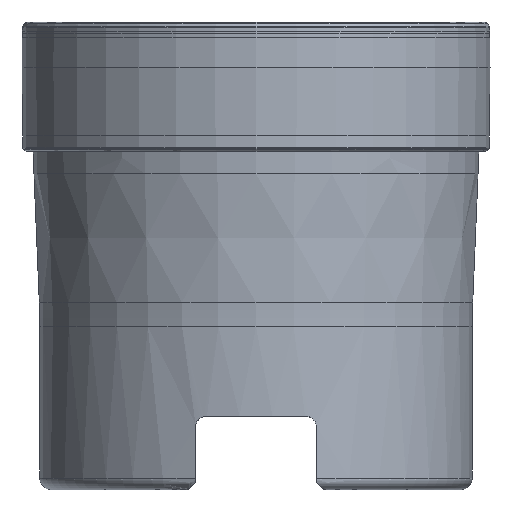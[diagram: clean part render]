
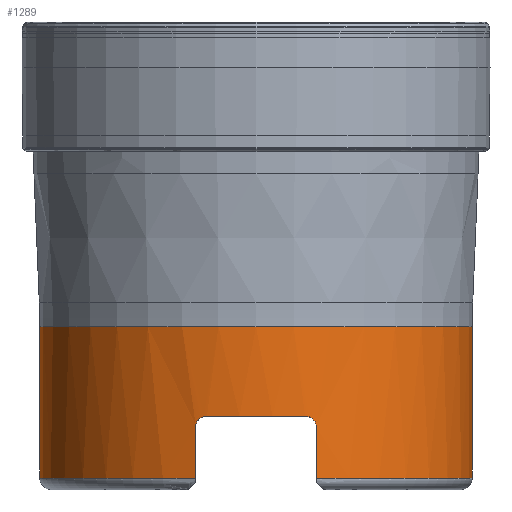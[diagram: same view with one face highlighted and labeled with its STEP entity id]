
A CAD part, left-side view. The second image highlights one B-rep face of the part: STEP entity #1289.
In plain terms, the highlighted cylindrical face has radius 18.5 mm (diameter 37 mm), a partial arc.
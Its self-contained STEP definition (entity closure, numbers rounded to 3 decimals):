
#146=DIRECTION('',(0.,0.,-1.));
#147=VECTOR('',#146,4.3);
#148=CARTESIAN_POINT('',(-17.754,5.2,5.3));
#149=LINE('',#148,#147);
#182=CARTESIAN_POINT('',(-17.754,5.2,5.3));
#183=CARTESIAN_POINT('',(-17.754,5.2,5.384));
#184=CARTESIAN_POINT('',(-17.76,5.179,5.555));
#185=CARTESIAN_POINT('',(-17.79,5.077,5.804));
#186=CARTESIAN_POINT('',(-17.835,4.918,6.012));
#187=CARTESIAN_POINT('',(-17.89,4.714,6.172));
#188=CARTESIAN_POINT('',(-17.954,4.464,6.277));
#189=CARTESIAN_POINT('',(-17.996,4.288,6.3));
#190=CARTESIAN_POINT('',(-18.017,4.2,6.3));
#192=CARTESIAN_POINT('',(0.,0.,6.3));
#193=DIRECTION('',(0.,0.,-1.));
#194=DIRECTION('',(-0.974,-0.227,0.));
#195=AXIS2_PLACEMENT_3D('',#192,#193,#194);
#222=CARTESIAN_POINT('',(0.,0.,1.));
#223=DIRECTION('',(0.,0.,1.));
#224=DIRECTION('',(0.,1.,0.));
#225=AXIS2_PLACEMENT_3D('',#222,#223,#224);
#227=DIRECTION('',(0.,0.,1.));
#228=VECTOR('',#227,12.958);
#229=CARTESIAN_POINT('',(0.,18.5,1.));
#230=LINE('',#229,#228);
#231=CARTESIAN_POINT('',(0.,0.,13.958));
#232=DIRECTION('',(0.,0.,-1.));
#233=DIRECTION('',(0.,-1.,0.));
#234=AXIS2_PLACEMENT_3D('',#231,#232,#233);
#236=DIRECTION('',(0.,0.,1.));
#237=VECTOR('',#236,12.958);
#238=CARTESIAN_POINT('',(0.,-18.5,1.));
#239=LINE('',#238,#237);
#240=CARTESIAN_POINT('',(0.,0.,1.));
#241=DIRECTION('',(0.,0.,1.));
#242=DIRECTION('',(-0.96,-0.281,0.));
#243=AXIS2_PLACEMENT_3D('',#240,#241,#242);
#371=DIRECTION('',(0.,0.,-1.));
#372=VECTOR('',#371,4.3);
#373=CARTESIAN_POINT('',(-17.754,-5.2,5.3));
#374=LINE('',#373,#372);
#417=CARTESIAN_POINT('',(-18.017,-4.2,6.3));
#418=CARTESIAN_POINT('',(-17.996,-4.288,6.3));
#419=CARTESIAN_POINT('',(-17.954,-4.464,6.277));
#420=CARTESIAN_POINT('',(-17.89,-4.714,6.172));
#421=CARTESIAN_POINT('',(-17.835,-4.918,6.012));
#422=CARTESIAN_POINT('',(-17.79,-5.077,5.804));
#423=CARTESIAN_POINT('',(-17.76,-5.179,5.555));
#424=CARTESIAN_POINT('',(-17.754,-5.2,5.384));
#425=CARTESIAN_POINT('',(-17.754,-5.2,5.3));
#888=CARTESIAN_POINT('',(-18.017,4.2,6.3));
#890=VERTEX_POINT('',#888);
#892=CARTESIAN_POINT('',(-17.754,5.2,5.3));
#894=VERTEX_POINT('',#892);
#896=CARTESIAN_POINT('',(-17.754,-5.2,5.3));
#898=VERTEX_POINT('',#896);
#900=CARTESIAN_POINT('',(-18.017,-4.2,6.3));
#902=VERTEX_POINT('',#900);
#923=CARTESIAN_POINT('',(0.,-18.5,13.958));
#924=CARTESIAN_POINT('',(0.,18.5,13.958));
#925=VERTEX_POINT('',#923);
#926=VERTEX_POINT('',#924);
#935=CARTESIAN_POINT('',(0.,18.5,1.));
#936=VERTEX_POINT('',#935);
#937=CARTESIAN_POINT('',(0.,-18.5,1.));
#938=VERTEX_POINT('',#937);
#939=CARTESIAN_POINT('',(-17.754,5.2,1.));
#940=VERTEX_POINT('',#939);
#941=CARTESIAN_POINT('',(-17.754,-5.2,1.));
#942=VERTEX_POINT('',#941);
#1268=CARTESIAN_POINT('',(0.,0.,41.172));
#1269=DIRECTION('',(0.,0.,-1.));
#1270=DIRECTION('',(0.,-1.,0.));
#1271=AXIS2_PLACEMENT_3D('',#1268,#1269,#1270);
#1272=CYLINDRICAL_SURFACE('',#1271,18.5);
#1273=ORIENTED_EDGE('',*,*,#1240,.T.);
#1274=ORIENTED_EDGE('',*,*,#1229,.F.);
#1275=ORIENTED_EDGE('',*,*,#1195,.T.);
#1277=ORIENTED_EDGE('',*,*,#1276,.F.);
#1278=ORIENTED_EDGE('',*,*,#1173,.T.);
#1279=ORIENTED_EDGE('',*,*,#1133,.F.);
#1280=ORIENTED_EDGE('',*,*,#1170,.F.);
#1282=ORIENTED_EDGE('',*,*,#1281,.F.);
#1284=ORIENTED_EDGE('',*,*,#1283,.F.);
#1286=ORIENTED_EDGE('',*,*,#1285,.F.);
#1287=EDGE_LOOP('',(#1273,#1274,#1275,#1277,#1278,#1279,#1280,#1282,#1284,
#1286));
#1288=FACE_OUTER_BOUND('',#1287,.F.);
#1289=ADVANCED_FACE('',(#1288),#1272,.T.);
#191=B_SPLINE_CURVE_WITH_KNOTS('',3,(#182,#183,#184,#185,#186,#187,#188,#189,
#190),.UNSPECIFIED.,.F.,.F.,(4,1,1,1,1,1,4),(0.,0.167,
0.333,0.5,0.667,0.833,1.),
.UNSPECIFIED.);
#196=CIRCLE('',#195,18.5);
#226=CIRCLE('',#225,18.5);
#235=CIRCLE('',#234,18.5);
#244=CIRCLE('',#243,18.5);
#426=B_SPLINE_CURVE_WITH_KNOTS('',3,(#417,#418,#419,#420,#421,#422,#423,#424,
#425),.UNSPECIFIED.,.F.,.F.,(4,1,1,1,1,1,4),(0.,0.167,
0.333,0.5,0.667,0.833,1.),
.UNSPECIFIED.);
#1133=EDGE_CURVE('',#925,#926,#235,.T.);
#1170=EDGE_CURVE('',#938,#925,#239,.T.);
#1173=EDGE_CURVE('',#936,#926,#230,.T.);
#1195=EDGE_CURVE('',#894,#940,#149,.T.);
#1229=EDGE_CURVE('',#894,#890,#191,.T.);
#1240=EDGE_CURVE('',#902,#890,#196,.T.);
#1276=EDGE_CURVE('',#936,#940,#226,.T.);
#1281=EDGE_CURVE('',#942,#938,#244,.T.);
#1283=EDGE_CURVE('',#898,#942,#374,.T.);
#1285=EDGE_CURVE('',#902,#898,#426,.T.);
